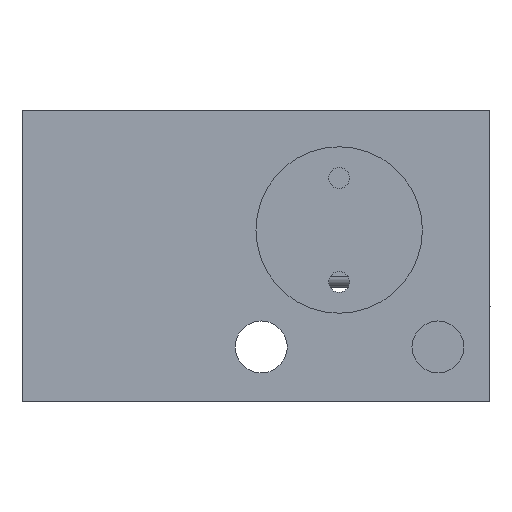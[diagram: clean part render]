
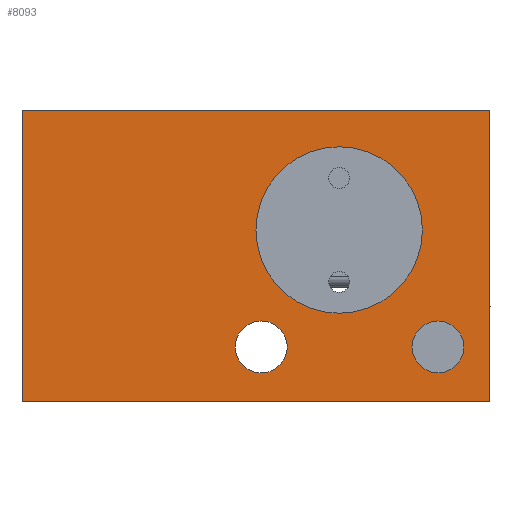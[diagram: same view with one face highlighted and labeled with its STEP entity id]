
A CAD part, left-side view. The second image highlights one B-rep face of the part: STEP entity #8093.
In plain terms, the highlighted planar face has unit normal (-1, 0, 0).
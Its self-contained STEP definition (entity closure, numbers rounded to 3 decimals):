
#1494 = AXIS2_PLACEMENT_3D ( 'NONE', #1513, #1547, #1546 ) ;
#1513 = CARTESIAN_POINT ( 'NONE',  ( -35.946, 1.718, -8.75 ) ) ;
#1519 = CIRCLE ( 'NONE', #1560, 8. ) ;
#1546 = DIRECTION ( 'NONE',  ( 0., 0., -1. ) ) ;
#1547 = DIRECTION ( 'NONE',  ( 1., 0., 0. ) ) ;
#1557 = DIRECTION ( 'NONE',  ( 0., 0., -1. ) ) ;
#1558 = DIRECTION ( 'NONE',  ( 1., 0., 0. ) ) ;
#1559 = CARTESIAN_POINT ( 'NONE',  ( -35.946, -5.782, 2.5 ) ) ;
#1560 = AXIS2_PLACEMENT_3D ( 'NONE', #1559, #1558, #1557 ) ;
#1561 = CIRCLE ( 'NONE', #1494, 2.5 ) ;
#1702 = CARTESIAN_POINT ( 'NONE',  ( -35.946, -15.282, -11.25 ) ) ;
#1712 = DIRECTION ( 'NONE',  ( 0., 0., -1. ) ) ;
#1713 = DIRECTION ( 'NONE',  ( 1., 0., 0. ) ) ;
#1714 = CARTESIAN_POINT ( 'NONE',  ( -35.946, -15.282, -8.75 ) ) ;
#1722 = CIRCLE ( 'NONE', #1724, 2.5 ) ;
#1724 = AXIS2_PLACEMENT_3D ( 'NONE', #1714, #1713, #1712 ) ;
#1726 = CARTESIAN_POINT ( 'NONE',  ( -35.946, -15.282, -6.25 ) ) ;
#1823 = DIRECTION ( 'NONE',  ( 0., 0., -1. ) ) ;
#1824 = DIRECTION ( 'NONE',  ( 1., 0., 0. ) ) ;
#1825 = CARTESIAN_POINT ( 'NONE',  ( -35.946, -15.282, -8.75 ) ) ;
#1826 = AXIS2_PLACEMENT_3D ( 'NONE', #1825, #1824, #1823 ) ;
#1830 = CARTESIAN_POINT ( 'NONE',  ( -35.946, 24.718, -14. ) ) ;
#1831 = CIRCLE ( 'NONE', #1826, 2.5 ) ;
#1868 = CARTESIAN_POINT ( 'NONE',  ( -35.946, -20.282, -14. ) ) ;
#1879 = DIRECTION ( 'NONE',  ( 0., -1., 0. ) ) ;
#1880 = VECTOR ( 'NONE', #1879, 1000. ) ;
#1881 = CARTESIAN_POINT ( 'NONE',  ( -35.946, 24.718, -14. ) ) ;
#1882 = LINE ( 'NONE', #1881, #1880 ) ;
#1883 = FACE_BOUND ( 'NONE', #8101, .T. ) ;
#1891 = FACE_BOUND ( 'NONE', #7094, .T. ) ;
#1892 = PLANE ( 'NONE',  #1938 ) ;
#1896 = FACE_BOUND ( 'NONE', #7052, .T. ) ;
#1902 = FACE_OUTER_BOUND ( 'NONE', #8095, .T. ) ;
#1928 = DIRECTION ( 'NONE',  ( 0., 0., -1. ) ) ;
#1929 = VECTOR ( 'NONE', #1928, 1000. ) ;
#1930 = CARTESIAN_POINT ( 'NONE',  ( -35.946, -20.282, 14. ) ) ;
#1931 = LINE ( 'NONE', #1930, #1929 ) ;
#1935 = DIRECTION ( 'NONE',  ( 0., 1., 0. ) ) ;
#1936 = DIRECTION ( 'NONE',  ( 1., 0., 0. ) ) ;
#1937 = CARTESIAN_POINT ( 'NONE',  ( -35.946, 24.718, 14. ) ) ;
#1938 = AXIS2_PLACEMENT_3D ( 'NONE', #1937, #1936, #1935 ) ;
#1939 = CARTESIAN_POINT ( 'NONE',  ( -35.946, -20.282, 14. ) ) ;
#6876 = VERTEX_POINT ( 'NONE', #10697 ) ;
#6877 = EDGE_CURVE ( 'NONE', #6882, #7022, #10698, .T. ) ;
#6882 = VERTEX_POINT ( 'NONE', #10740 ) ;
#6883 = VERTEX_POINT ( 'NONE', #10739 ) ;
#6884 = EDGE_CURVE ( 'NONE', #6883, #6876, #10741, .T. ) ;
#7022 = VERTEX_POINT ( 'NONE', #10998 ) ;
#7036 = VERTEX_POINT ( 'NONE', #11073 ) ;
#7039 = EDGE_CURVE ( 'NONE', #7036, #8097, #11066, .T. ) ;
#7046 = ORIENTED_EDGE ( 'NONE', *, *, #7050, .T. ) ;
#7050 = EDGE_CURVE ( 'NONE', #7036, #8062, #11103, .T. ) ;
#7051 = ORIENTED_EDGE ( 'NONE', *, *, #6877, .T. ) ;
#7052 = EDGE_LOOP ( 'NONE', ( #7051, #7096 ) ) ;
#7054 = ORIENTED_EDGE ( 'NONE', *, *, #6884, .T. ) ;
#7094 = EDGE_LOOP ( 'NONE', ( #7054, #7267 ) ) ;
#7096 = ORIENTED_EDGE ( 'NONE', *, *, #7871, .T. ) ;
#7267 = ORIENTED_EDGE ( 'NONE', *, *, #7873, .T. ) ;
#7871 = EDGE_CURVE ( 'NONE', #7022, #6882, #1519, .T. ) ;
#7873 = EDGE_CURVE ( 'NONE', #6876, #6883, #1561, .T. ) ;
#7975 = VERTEX_POINT ( 'NONE', #1702 ) ;
#7979 = EDGE_CURVE ( 'NONE', #7983, #7975, #1722, .T. ) ;
#7983 = VERTEX_POINT ( 'NONE', #1726 ) ;
#8041 = EDGE_CURVE ( 'NONE', #7975, #7983, #1831, .T. ) ;
#8052 = EDGE_CURVE ( 'NONE', #8062, #8063, #1882, .T. ) ;
#8062 = VERTEX_POINT ( 'NONE', #1830 ) ;
#8063 = VERTEX_POINT ( 'NONE', #1868 ) ;
#8093 = ADVANCED_FACE ( 'NONE', ( #1883, #1902, #1896, #1891 ), #1892, .F. ) ;
#8094 = ORIENTED_EDGE ( 'NONE', *, *, #7979, .T. ) ;
#8095 = EDGE_LOOP ( 'NONE', ( #8098, #8099, #8096, #7046 ) ) ;
#8096 = ORIENTED_EDGE ( 'NONE', *, *, #7039, .F. ) ;
#8097 = VERTEX_POINT ( 'NONE', #1939 ) ;
#8098 = ORIENTED_EDGE ( 'NONE', *, *, #8052, .T. ) ;
#8099 = ORIENTED_EDGE ( 'NONE', *, *, #8104, .F. ) ;
#8101 = EDGE_LOOP ( 'NONE', ( #8094, #8102 ) ) ;
#8102 = ORIENTED_EDGE ( 'NONE', *, *, #8041, .T. ) ;
#8104 = EDGE_CURVE ( 'NONE', #8097, #8063, #1931, .T. ) ;
#10697 = CARTESIAN_POINT ( 'NONE',  ( -35.946, 1.718, -11.25 ) ) ;
#10698 = CIRCLE ( 'NONE', #10705, 8. ) ;
#10705 = AXIS2_PLACEMENT_3D ( 'NONE', #10753, #10752, #10751 ) ;
#10732 = DIRECTION ( 'NONE',  ( 0., 0., -1. ) ) ;
#10733 = DIRECTION ( 'NONE',  ( 1., 0., 0. ) ) ;
#10734 = CARTESIAN_POINT ( 'NONE',  ( -35.946, 1.718, -8.75 ) ) ;
#10739 = CARTESIAN_POINT ( 'NONE',  ( -35.946, 1.718, -6.25 ) ) ;
#10740 = CARTESIAN_POINT ( 'NONE',  ( -35.946, -5.782, 10.5 ) ) ;
#10741 = CIRCLE ( 'NONE', #10742, 2.5 ) ;
#10742 = AXIS2_PLACEMENT_3D ( 'NONE', #10734, #10733, #10732 ) ;
#10751 = DIRECTION ( 'NONE',  ( 0., 0., -1. ) ) ;
#10752 = DIRECTION ( 'NONE',  ( 1., 0., 0. ) ) ;
#10753 = CARTESIAN_POINT ( 'NONE',  ( -35.946, -5.782, 2.5 ) ) ;
#10998 = CARTESIAN_POINT ( 'NONE',  ( -35.946, -5.782, -5.5 ) ) ;
#11063 = DIRECTION ( 'NONE',  ( 0., -1., 0. ) ) ;
#11064 = VECTOR ( 'NONE', #11063, 1000. ) ;
#11065 = CARTESIAN_POINT ( 'NONE',  ( -35.946, 24.718, 14. ) ) ;
#11066 = LINE ( 'NONE', #11065, #11064 ) ;
#11073 = CARTESIAN_POINT ( 'NONE',  ( -35.946, 24.718, 14. ) ) ;
#11100 = DIRECTION ( 'NONE',  ( 0., 0., -1. ) ) ;
#11101 = VECTOR ( 'NONE', #11100, 1000. ) ;
#11102 = CARTESIAN_POINT ( 'NONE',  ( -35.946, 24.718, 14. ) ) ;
#11103 = LINE ( 'NONE', #11102, #11101 ) ;
